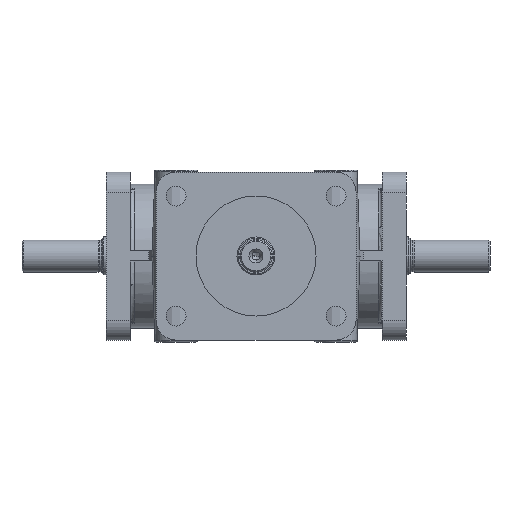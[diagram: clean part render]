
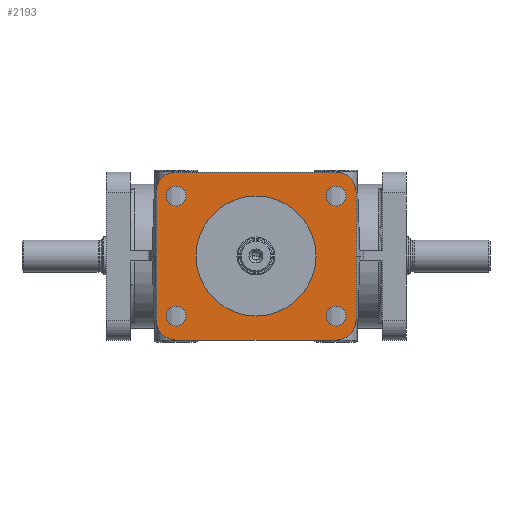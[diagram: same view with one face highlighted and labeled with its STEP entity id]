
A CAD part, front view. The second image highlights one B-rep face of the part: STEP entity #2193.
In plain terms, the highlighted planar face has unit normal (0, -1, 0).
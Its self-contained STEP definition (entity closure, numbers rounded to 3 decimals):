
#2193=ADVANCED_FACE('',(#4595,#4596,#4597,#4598,#4599,#4600),#4601,.F.);
#4595=FACE_OUTER_BOUND('',#15521,.T.);
#4596=FACE_BOUND('',#15522,.T.);
#4597=FACE_BOUND('',#15523,.T.);
#4598=FACE_BOUND('',#15524,.T.);
#4599=FACE_BOUND('',#15525,.T.);
#4600=FACE_BOUND('',#15526,.T.);
#4601=PLANE('',#15527);
#15521=EDGE_LOOP('',(#23149,#23150,#23151,#23152,#23153,#23154,#23155,#23156));
#15522=EDGE_LOOP('',(#23157,#23158,#23159));
#15523=EDGE_LOOP('',(#23160,#23161,#23162));
#15524=EDGE_LOOP('',(#23163,#23164,#23165));
#15525=EDGE_LOOP('',(#23166,#23167,#23168));
#15526=EDGE_LOOP('',(#23169,#23170));
#15527=AXIS2_PLACEMENT_3D('',#23171,#23172,#23173);
#23149=ORIENTED_EDGE('',*,*,#27004,.T.);
#23150=ORIENTED_EDGE('',*,*,#27015,.T.);
#23151=ORIENTED_EDGE('',*,*,#27000,.T.);
#23152=ORIENTED_EDGE('',*,*,#26996,.T.);
#23153=ORIENTED_EDGE('',*,*,#26991,.T.);
#23154=ORIENTED_EDGE('',*,*,#27012,.T.);
#23155=ORIENTED_EDGE('',*,*,#26987,.T.);
#23156=ORIENTED_EDGE('',*,*,#26982,.T.);
#23157=ORIENTED_EDGE('',*,*,#26906,.F.);
#23158=ORIENTED_EDGE('',*,*,#26905,.F.);
#23159=ORIENTED_EDGE('',*,*,#24520,.F.);
#23160=ORIENTED_EDGE('',*,*,#26902,.F.);
#23161=ORIENTED_EDGE('',*,*,#26901,.F.);
#23162=ORIENTED_EDGE('',*,*,#24525,.F.);
#23163=ORIENTED_EDGE('',*,*,#26898,.F.);
#23164=ORIENTED_EDGE('',*,*,#26897,.F.);
#23165=ORIENTED_EDGE('',*,*,#24530,.F.);
#23166=ORIENTED_EDGE('',*,*,#26894,.F.);
#23167=ORIENTED_EDGE('',*,*,#26893,.F.);
#23168=ORIENTED_EDGE('',*,*,#24535,.F.);
#23169=ORIENTED_EDGE('',*,*,#25846,.T.);
#23170=ORIENTED_EDGE('',*,*,#24848,.T.);
#23171=CARTESIAN_POINT('',(0.0,-60.0,0.0));
#23172=DIRECTION('',(0.0,1.0,0.0));
#23173=DIRECTION('',(1.0,0.0,-0.0));
#24520=EDGE_CURVE('',#27759,#27755,#27761,.T.);
#24525=EDGE_CURVE('',#27768,#27764,#27770,.T.);
#24530=EDGE_CURVE('',#27777,#27773,#27779,.T.);
#24535=EDGE_CURVE('',#27786,#27782,#27788,.T.);
#24848=EDGE_CURVE('',#28323,#28327,#28329,.T.);
#25846=EDGE_CURVE('',#28327,#28323,#29945,.T.);
#26893=EDGE_CURVE('',#27782,#31288,#31289,.T.);
#26894=EDGE_CURVE('',#31288,#27786,#31290,.T.);
#26897=EDGE_CURVE('',#27773,#31293,#31294,.T.);
#26898=EDGE_CURVE('',#31293,#27777,#31295,.T.);
#26901=EDGE_CURVE('',#27764,#31298,#31299,.T.);
#26902=EDGE_CURVE('',#31298,#27768,#31300,.T.);
#26905=EDGE_CURVE('',#27755,#31303,#31304,.T.);
#26906=EDGE_CURVE('',#31303,#27759,#31305,.T.);
#26982=EDGE_CURVE('',#31413,#31414,#31415,.T.);
#26987=EDGE_CURVE('',#31422,#31413,#31423,.T.);
#26991=EDGE_CURVE('',#31428,#31429,#31430,.T.);
#26996=EDGE_CURVE('',#31437,#31428,#31438,.T.);
#27000=EDGE_CURVE('',#31443,#31437,#31444,.T.);
#27004=EDGE_CURVE('',#31414,#31449,#31450,.T.);
#27012=EDGE_CURVE('',#31429,#31422,#31459,.T.);
#27015=EDGE_CURVE('',#31449,#31443,#31462,.T.);
#27755=VERTEX_POINT('',#33682);
#27759=VERTEX_POINT('',#33687);
#27761=CIRCLE('',#33690,2.5);
#27764=VERTEX_POINT('',#33693);
#27768=VERTEX_POINT('',#33698);
#27770=CIRCLE('',#33701,2.5);
#27773=VERTEX_POINT('',#33704);
#27777=VERTEX_POINT('',#33709);
#27779=CIRCLE('',#33712,2.5);
#27782=VERTEX_POINT('',#33715);
#27786=VERTEX_POINT('',#33720);
#27788=CIRCLE('',#33723,2.5);
#28323=VERTEX_POINT('',#35153);
#28327=VERTEX_POINT('',#35158);
#28329=CIRCLE('',#35161,15.0);
#29945=CIRCLE('',#41025,15.0);
#31288=VERTEX_POINT('',#44949);
#31289=CIRCLE('',#44950,2.5);
#31290=CIRCLE('',#44951,2.5);
#31293=VERTEX_POINT('',#44954);
#31294=CIRCLE('',#44955,2.5);
#31295=CIRCLE('',#44956,2.5);
#31298=VERTEX_POINT('',#44959);
#31299=CIRCLE('',#44960,2.5);
#31300=CIRCLE('',#44961,2.5);
#31303=VERTEX_POINT('',#44964);
#31304=CIRCLE('',#44965,2.5);
#31305=CIRCLE('',#44966,2.5);
#31413=VERTEX_POINT('',#45120);
#31414=VERTEX_POINT('',#45121);
#31415=LINE('',#45122,#45123);
#31422=VERTEX_POINT('',#45133);
#31423=CIRCLE('',#45134,5.0);
#31428=VERTEX_POINT('',#45140);
#31429=VERTEX_POINT('',#45141);
#31430=CIRCLE('',#45142,5.0);
#31437=VERTEX_POINT('',#45151);
#31438=LINE('',#45152,#45153);
#31443=VERTEX_POINT('',#45160);
#31444=CIRCLE('',#45161,5.0);
#31449=VERTEX_POINT('',#45167);
#31450=CIRCLE('',#45168,5.0);
#31459=LINE('',#45181,#45182);
#31462=LINE('',#45186,#45187);
#33682=CARTESIAN_POINT('',(20.0,-60.0,12.5));
#33687=CARTESIAN_POINT('',(20.0,-60.0,17.5));
#33690=AXIS2_PLACEMENT_3D('',#46048,#46049,#46050);
#33693=CARTESIAN_POINT('',(20.0,-60.0,-17.5));
#33698=CARTESIAN_POINT('',(20.0,-60.0,-12.5));
#33701=AXIS2_PLACEMENT_3D('',#46056,#46057,#46058);
#33704=CARTESIAN_POINT('',(-20.0,-60.0,-17.5));
#33709=CARTESIAN_POINT('',(-20.0,-60.0,-12.5));
#33712=AXIS2_PLACEMENT_3D('',#46064,#46065,#46066);
#33715=CARTESIAN_POINT('',(-20.0,-60.0,12.5));
#33720=CARTESIAN_POINT('',(-20.0,-60.0,17.5));
#33723=AXIS2_PLACEMENT_3D('',#46072,#46073,#46074);
#35153=CARTESIAN_POINT('',(0.,-60.0,-15.0));
#35158=CARTESIAN_POINT('',(0.,-60.0,15.0));
#35161=AXIS2_PLACEMENT_3D('',#46440,#46441,#46442);
#41025=AXIS2_PLACEMENT_3D('',#46925,#46926,#46927);
#44949=CARTESIAN_POINT('',(-17.5,-60.0,15.0));
#44950=AXIS2_PLACEMENT_3D('',#47330,#47331,#47332);
#44951=AXIS2_PLACEMENT_3D('',#47333,#47334,#47335);
#44954=CARTESIAN_POINT('',(-17.5,-60.0,-15.0));
#44955=AXIS2_PLACEMENT_3D('',#47339,#47340,#47341);
#44956=AXIS2_PLACEMENT_3D('',#47342,#47343,#47344);
#44959=CARTESIAN_POINT('',(22.5,-60.0,-15.0));
#44960=AXIS2_PLACEMENT_3D('',#47348,#47349,#47350);
#44961=AXIS2_PLACEMENT_3D('',#47351,#47352,#47353);
#44964=CARTESIAN_POINT('',(22.5,-60.0,15.0));
#44965=AXIS2_PLACEMENT_3D('',#47357,#47358,#47359);
#44966=AXIS2_PLACEMENT_3D('',#47360,#47361,#47362);
#45120=CARTESIAN_POINT('',(-25.0,-60.0,16.0));
#45121=CARTESIAN_POINT('',(-25.0,-60.0,-16.0));
#45122=CARTESIAN_POINT('',(-25.0,-60.0,16.0));
#45123=VECTOR('',#47454,1000.0);
#45133=CARTESIAN_POINT('',(-20.0,-60.0,21.0));
#45134=AXIS2_PLACEMENT_3D('',#47458,#47459,#47460);
#45140=CARTESIAN_POINT('',(25.0,-60.0,16.0));
#45141=CARTESIAN_POINT('',(20.0,-60.0,21.0));
#45142=AXIS2_PLACEMENT_3D('',#47465,#47466,#47467);
#45151=CARTESIAN_POINT('',(25.0,-60.0,-16.0));
#45152=CARTESIAN_POINT('',(25.0,-60.0,-16.0));
#45153=VECTOR('',#47473,1000.0);
#45160=CARTESIAN_POINT('',(20.0,-60.0,-21.0));
#45161=AXIS2_PLACEMENT_3D('',#47476,#47477,#47478);
#45167=CARTESIAN_POINT('',(-20.0,-60.0,-21.0));
#45168=AXIS2_PLACEMENT_3D('',#47483,#47484,#47485);
#45181=CARTESIAN_POINT('',(20.0,-60.0,21.0));
#45182=VECTOR('',#47493,1000.0);
#45186=CARTESIAN_POINT('',(-20.0,-60.0,-21.0));
#45187=VECTOR('',#47495,1000.0);
#46048=CARTESIAN_POINT('',(20.0,-60.0,15.0));
#46049=DIRECTION('',(0.0,-1.0,0.0));
#46050=DIRECTION('',(1.0,0.0,0.0));
#46056=CARTESIAN_POINT('',(20.0,-60.0,-15.0));
#46057=DIRECTION('',(0.0,-1.0,0.0));
#46058=DIRECTION('',(1.0,0.0,0.0));
#46064=CARTESIAN_POINT('',(-20.0,-60.0,-15.0));
#46065=DIRECTION('',(0.0,-1.0,0.0));
#46066=DIRECTION('',(1.0,0.0,0.0));
#46072=CARTESIAN_POINT('',(-20.0,-60.0,15.0));
#46073=DIRECTION('',(0.0,-1.0,0.0));
#46074=DIRECTION('',(1.0,0.0,0.0));
#46440=CARTESIAN_POINT('',(0.,-60.0,0.0));
#46441=DIRECTION('',(0.0,1.0,0.0));
#46442=DIRECTION('',(0.0,0.0,1.0));
#46925=CARTESIAN_POINT('',(0.,-60.0,0.0));
#46926=DIRECTION('',(0.0,1.0,0.0));
#46927=DIRECTION('',(0.0,0.0,1.0));
#47330=CARTESIAN_POINT('',(-20.0,-60.0,15.0));
#47331=DIRECTION('',(0.0,-1.0,0.0));
#47332=DIRECTION('',(1.0,0.0,0.0));
#47333=CARTESIAN_POINT('',(-20.0,-60.0,15.0));
#47334=DIRECTION('',(0.0,-1.0,0.0));
#47335=DIRECTION('',(1.0,0.0,0.0));
#47339=CARTESIAN_POINT('',(-20.0,-60.0,-15.0));
#47340=DIRECTION('',(0.0,-1.0,0.0));
#47341=DIRECTION('',(1.0,0.0,0.0));
#47342=CARTESIAN_POINT('',(-20.0,-60.0,-15.0));
#47343=DIRECTION('',(0.0,-1.0,0.0));
#47344=DIRECTION('',(1.0,0.0,0.0));
#47348=CARTESIAN_POINT('',(20.0,-60.0,-15.0));
#47349=DIRECTION('',(0.0,-1.0,0.0));
#47350=DIRECTION('',(1.0,0.0,0.0));
#47351=CARTESIAN_POINT('',(20.0,-60.0,-15.0));
#47352=DIRECTION('',(0.0,-1.0,0.0));
#47353=DIRECTION('',(1.0,0.0,0.0));
#47357=CARTESIAN_POINT('',(20.0,-60.0,15.0));
#47358=DIRECTION('',(0.0,-1.0,0.0));
#47359=DIRECTION('',(1.0,0.0,0.0));
#47360=CARTESIAN_POINT('',(20.0,-60.0,15.0));
#47361=DIRECTION('',(0.0,-1.0,0.0));
#47362=DIRECTION('',(1.0,0.0,0.0));
#47454=DIRECTION('',(0.0,0.0,-1.0));
#47458=CARTESIAN_POINT('',(-20.0,-60.0,16.0));
#47459=DIRECTION('',(0.0,-1.0,0.0));
#47460=DIRECTION('',(1.0,0.0,0.0));
#47465=CARTESIAN_POINT('',(20.0,-60.0,16.0));
#47466=DIRECTION('',(0.0,-1.0,0.0));
#47467=DIRECTION('',(1.0,0.0,0.0));
#47473=DIRECTION('',(0.0,0.0,1.0));
#47476=CARTESIAN_POINT('',(20.0,-60.0,-16.0));
#47477=DIRECTION('',(0.0,-1.0,0.0));
#47478=DIRECTION('',(-1.0,0.0,0.0));
#47483=CARTESIAN_POINT('',(-20.0,-60.0,-16.0));
#47484=DIRECTION('',(0.0,-1.0,0.0));
#47485=DIRECTION('',(1.0,0.0,0.0));
#47493=DIRECTION('',(-1.0,0.0,0.0));
#47495=DIRECTION('',(1.0,0.0,0.0));
